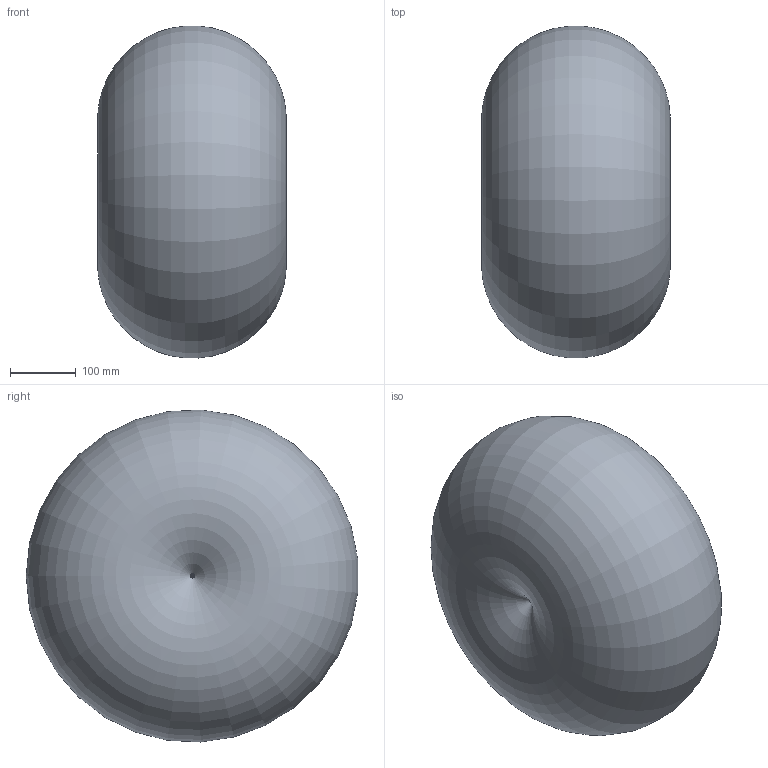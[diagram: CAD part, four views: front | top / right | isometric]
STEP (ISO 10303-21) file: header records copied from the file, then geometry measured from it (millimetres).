
FILE_DESCRIPTION(/* description */ ('Alibre Inc.'),/* implementation_level */ '2;1');
FILE_NAME(/* name */ 'export-BD334749-9810-4957-818B-77DDC6F530F9',/* time_stamp */ '2020-05-19T10:22:42-07:00',/* author */ (''),/* organization */ (''),/* preprocessor_version */ 'ST-DEVELOPER v17',/* originating_system */ 'Alibre',/* authorisation */ '');
FILE_SCHEMA (('CONFIG_CONTROL_DESIGN'));
Length unit declared in the file: inch
Bounding box: 286.77 x 504.08 x 504.72 mm (x, y, z)
Volume: 44651322.9 mm3; surface area: 717323.4 mm2
Topology: 16 solids, 16 shells, 243 faces, 640 edges, 405 vertices
Faces by surface type: plane 78, cylinder 73, torus 31, cone 27, bspline 18, sphere 16
Full cylindrical faces by diameter (mm): 3.242 x2, 4 x1, 7 x1, 23.813 x1, 34.225 x4, 34.733 x2, 44 x4, 54.712 x2, 60.25 x1
Entity records: 10164 total; most frequent: CARTESIAN_POINT 4250, ORIENTED_EDGE 1112, DIRECTION 911, EDGE_CURVE 556, AXIS2_PLACEMENT_3D 402, VERTEX_POINT 379, FACE_BOUND 295, EDGE_LOOP 286
